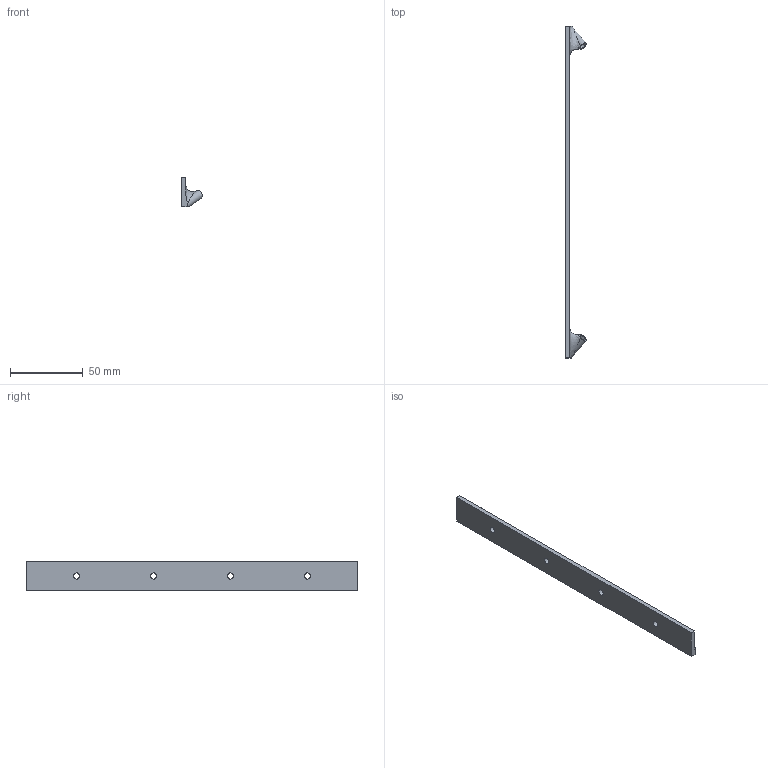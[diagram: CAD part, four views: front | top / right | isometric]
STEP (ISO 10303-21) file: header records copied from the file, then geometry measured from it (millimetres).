
FILE_DESCRIPTION(/* description */ (''),/* implementation_level */ '2;1');
FILE_NAME(/* name */ 'Sup1.stp',/* time_stamp */ '2020-12-05T18:00:30+01:00',/* author */ (''),/* organization */ (''),/* preprocessor_version */ 'ST-DEVELOPER v18.1',/* originating_system */ 'Autodesk Translation Framework v9.3.0.1241',/* authorisation */ '');
FILE_SCHEMA (('AUTOMOTIVE_DESIGN { 1 0 10303 214 3 1 1 }'));
Length unit declared in the file: millimetre
Products named in the file (1): Sup1
Bounding box: 14.36 x 228 x 20 mm (x, y, z)
Volume: 14552.7 mm3; surface area: 11486 mm2
Topology: 1 solids, 1 shells, 20 faces, 48 edges, 32 vertices
Faces by surface type: plane 10, cylinder 8, bspline 2
Full cylindrical faces by diameter (mm): 4.2 x6
Entity records: 1117 total; most frequent: CARTESIAN_POINT 584, DIRECTION 104, ORIENTED_EDGE 96, EDGE_CURVE 48, AXIS2_PLACEMENT_3D 43, VERTEX_POINT 32, EDGE_LOOP 30, FACE_OUTER_BOUND 20
